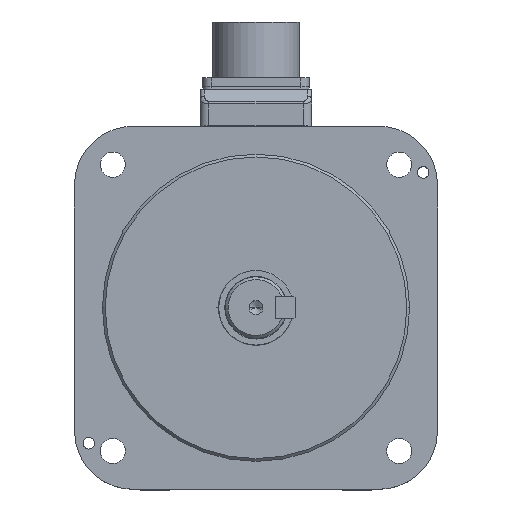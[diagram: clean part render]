
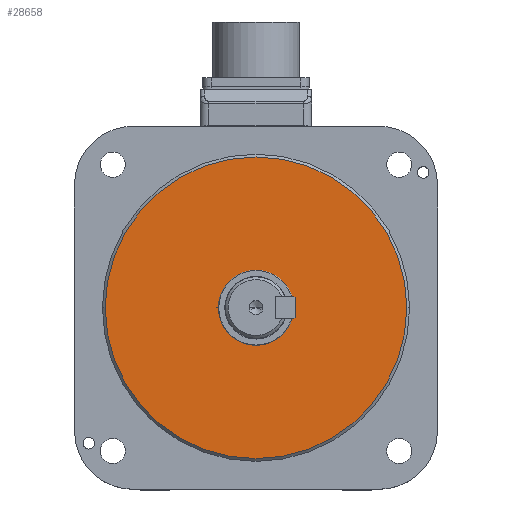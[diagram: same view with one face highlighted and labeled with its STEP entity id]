
A CAD part, top view. The second image highlights one B-rep face of the part: STEP entity #28658.
In plain terms, the highlighted planar face has unit normal (0, 0, 1).
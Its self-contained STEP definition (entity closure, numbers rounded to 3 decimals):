
#27449=CARTESIAN_POINT('',(0.,0.,4.));
#27450=DIRECTION('',(0.,0.,-1.));
#27451=DIRECTION('',(1.,0.,0.));
#27452=AXIS2_PLACEMENT_3D('',#27449,#27450,#27451);
#27454=CARTESIAN_POINT('',(0.,0.,4.));
#27455=DIRECTION('',(0.,0.,-1.));
#27456=DIRECTION('',(-1.,0.,0.));
#27457=AXIS2_PLACEMENT_3D('',#27454,#27455,#27456);
#27696=CARTESIAN_POINT('',(-54.,0.,4.));
#27697=CARTESIAN_POINT('',(54.,0.,4.));
#27698=VERTEX_POINT('',#27696);
#27699=VERTEX_POINT('',#27697);
#28648=CARTESIAN_POINT('',(0.,0.,4.));
#28649=DIRECTION('',(0.,0.,1.));
#28650=DIRECTION('',(1.,0.,0.));
#28651=AXIS2_PLACEMENT_3D('',#28648,#28649,#28650);
#28652=PLANE('',#28651);
#28654=ORIENTED_EDGE('',*,*,#28653,.T.);
#28655=ORIENTED_EDGE('',*,*,#28638,.T.);
#28656=EDGE_LOOP('',(#28654,#28655));
#28657=FACE_OUTER_BOUND('',#28656,.F.);
#28658=ADVANCED_FACE('',(#28657),#28652,.T.);
#27453=CIRCLE('',#27452,54.);
#27458=CIRCLE('',#27457,54.);
#28638=EDGE_CURVE('',#27698,#27699,#27458,.T.);
#28653=EDGE_CURVE('',#27699,#27698,#27453,.T.);
